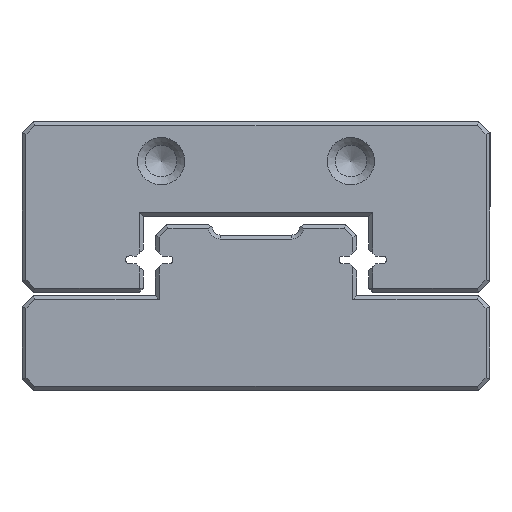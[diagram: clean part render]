
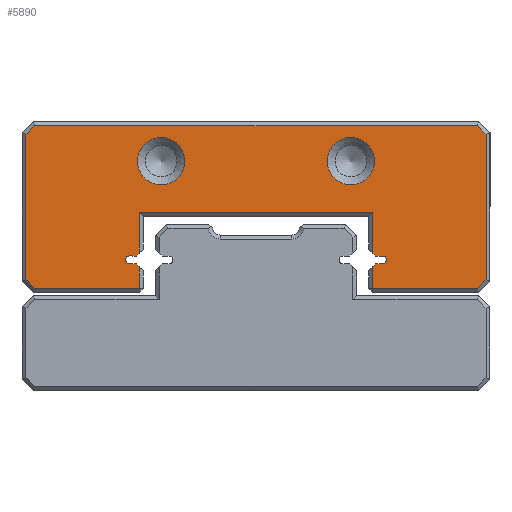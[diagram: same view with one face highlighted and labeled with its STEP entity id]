
A CAD part, left-side view. The second image highlights one B-rep face of the part: STEP entity #5890.
In plain terms, the highlighted planar face has unit normal (-1, 0, 0).
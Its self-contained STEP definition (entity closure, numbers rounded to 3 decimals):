
#5047=FACE_BOUND('',#8949,.T.);
#5048=FACE_BOUND('',#8950,.T.);
#5049=FACE_BOUND('',#8951,.T.);
#5493=CIRCLE('',#24225,0.25);
#5508=CIRCLE('',#24248,0.25);
#5512=CIRCLE('',#24258,1.5);
#5513=CIRCLE('',#24259,1.5);
#5890=ADVANCED_FACE('',(#5047,#5048,#5049),#6966,.T.);
#6966=PLANE('',#24260);
#8949=EDGE_LOOP('',(#11600,#11601,#11602,#11603,#11604,#11605,#11606,#11607,
#11608,#11609,#11610,#11611,#11612,#11613,#11614,#11615,#11616,#11617,#11618,
#11619,#11620,#11621,#11622,#11623));
#8950=EDGE_LOOP('',(#11624));
#8951=EDGE_LOOP('',(#11625));
#11600=ORIENTED_EDGE('',*,*,#18178,.F.);
#11601=ORIENTED_EDGE('',*,*,#18217,.T.);
#11602=ORIENTED_EDGE('',*,*,#18218,.T.);
#11603=ORIENTED_EDGE('',*,*,#18219,.T.);
#11604=ORIENTED_EDGE('',*,*,#18151,.F.);
#11605=ORIENTED_EDGE('',*,*,#18145,.F.);
#11606=ORIENTED_EDGE('',*,*,#18142,.F.);
#11607=ORIENTED_EDGE('',*,*,#18139,.F.);
#11608=ORIENTED_EDGE('',*,*,#18137,.F.);
#11609=ORIENTED_EDGE('',*,*,#18220,.T.);
#11610=ORIENTED_EDGE('',*,*,#18221,.T.);
#11611=ORIENTED_EDGE('',*,*,#18222,.T.);
#11612=ORIENTED_EDGE('',*,*,#18223,.T.);
#11613=ORIENTED_EDGE('',*,*,#18224,.T.);
#11614=ORIENTED_EDGE('',*,*,#18225,.T.);
#11615=ORIENTED_EDGE('',*,*,#18226,.T.);
#11616=ORIENTED_EDGE('',*,*,#18227,.T.);
#11617=ORIENTED_EDGE('',*,*,#18228,.T.);
#11618=ORIENTED_EDGE('',*,*,#18229,.T.);
#11619=ORIENTED_EDGE('',*,*,#18230,.T.);
#11620=ORIENTED_EDGE('',*,*,#18192,.F.);
#11621=ORIENTED_EDGE('',*,*,#18186,.F.);
#11622=ORIENTED_EDGE('',*,*,#18183,.F.);
#11623=ORIENTED_EDGE('',*,*,#18180,.F.);
#11624=ORIENTED_EDGE('',*,*,#18231,.T.);
#11625=ORIENTED_EDGE('',*,*,#18232,.T.);
#16153=VERTEX_POINT('',#32203);
#16154=VERTEX_POINT('',#32205);
#16155=VERTEX_POINT('',#32209);
#16157=VERTEX_POINT('',#32215);
#16159=VERTEX_POINT('',#32221);
#16164=VERTEX_POINT('',#32233);
#16186=VERTEX_POINT('',#32285);
#16187=VERTEX_POINT('',#32287);
#16188=VERTEX_POINT('',#32291);
#16190=VERTEX_POINT('',#32297);
#16192=VERTEX_POINT('',#32303);
#16197=VERTEX_POINT('',#32315);
#16218=VERTEX_POINT('',#32365);
#16219=VERTEX_POINT('',#32367);
#16220=VERTEX_POINT('',#32370);
#16221=VERTEX_POINT('',#32372);
#16222=VERTEX_POINT('',#32374);
#16223=VERTEX_POINT('',#32376);
#16224=VERTEX_POINT('',#32378);
#16225=VERTEX_POINT('',#32380);
#16226=VERTEX_POINT('',#32382);
#16227=VERTEX_POINT('',#32384);
#16228=VERTEX_POINT('',#32386);
#16229=VERTEX_POINT('',#32388);
#16230=VERTEX_POINT('',#32391);
#16231=VERTEX_POINT('',#32393);
#18137=EDGE_CURVE('',#16153,#16154,#20483,.T.);
#18139=EDGE_CURVE('',#16154,#16155,#20485,.T.);
#18142=EDGE_CURVE('',#16155,#16157,#5493,.T.);
#18145=EDGE_CURVE('',#16157,#16159,#20489,.T.);
#18151=EDGE_CURVE('',#16159,#16164,#20495,.T.);
#18178=EDGE_CURVE('',#16186,#16187,#20509,.T.);
#18180=EDGE_CURVE('',#16187,#16188,#20511,.T.);
#18183=EDGE_CURVE('',#16188,#16190,#5508,.T.);
#18186=EDGE_CURVE('',#16190,#16192,#20515,.T.);
#18192=EDGE_CURVE('',#16192,#16197,#20521,.T.);
#18217=EDGE_CURVE('',#16186,#16218,#20544,.T.);
#18218=EDGE_CURVE('',#16218,#16219,#20545,.T.);
#18219=EDGE_CURVE('',#16219,#16164,#20546,.T.);
#18220=EDGE_CURVE('',#16153,#16220,#20547,.T.);
#18221=EDGE_CURVE('',#16220,#16221,#20548,.T.);
#18222=EDGE_CURVE('',#16221,#16222,#20549,.T.);
#18223=EDGE_CURVE('',#16222,#16223,#20550,.T.);
#18224=EDGE_CURVE('',#16223,#16224,#20551,.T.);
#18225=EDGE_CURVE('',#16224,#16225,#20552,.T.);
#18226=EDGE_CURVE('',#16225,#16226,#20553,.T.);
#18227=EDGE_CURVE('',#16226,#16227,#20554,.T.);
#18228=EDGE_CURVE('',#16227,#16228,#20555,.T.);
#18229=EDGE_CURVE('',#16228,#16229,#20556,.T.);
#18230=EDGE_CURVE('',#16229,#16197,#20557,.T.);
#18231=EDGE_CURVE('',#16230,#16230,#5512,.T.);
#18232=EDGE_CURVE('',#16231,#16231,#5513,.T.);
#20483=LINE('',#32204,#22501);
#20485=LINE('',#32208,#22503);
#20489=LINE('',#32220,#22507);
#20495=LINE('',#32232,#22513);
#20509=LINE('',#32286,#22527);
#20511=LINE('',#32290,#22529);
#20515=LINE('',#32302,#22533);
#20521=LINE('',#32314,#22539);
#20544=LINE('',#32364,#22562);
#20545=LINE('',#32366,#22563);
#20546=LINE('',#32368,#22564);
#20547=LINE('',#32369,#22565);
#20548=LINE('',#32371,#22566);
#20549=LINE('',#32373,#22567);
#20550=LINE('',#32375,#22568);
#20551=LINE('',#32377,#22569);
#20552=LINE('',#32379,#22570);
#20553=LINE('',#32381,#22571);
#20554=LINE('',#32383,#22572);
#20555=LINE('',#32385,#22573);
#20556=LINE('',#32387,#22574);
#20557=LINE('',#32389,#22575);
#22501=VECTOR('',#26579,1.);
#22503=VECTOR('',#26583,1.);
#22507=VECTOR('',#26595,1.);
#22513=VECTOR('',#26603,1.);
#22527=VECTOR('',#26651,1.);
#22529=VECTOR('',#26655,1.);
#22533=VECTOR('',#26667,1.);
#22539=VECTOR('',#26675,1.);
#22562=VECTOR('',#26710,1.);
#22563=VECTOR('',#26711,1.);
#22564=VECTOR('',#26712,1.);
#22565=VECTOR('',#26713,1.);
#22566=VECTOR('',#26714,1.);
#22567=VECTOR('',#26715,1.);
#22568=VECTOR('',#26716,1.);
#22569=VECTOR('',#26717,1.);
#22570=VECTOR('',#26718,1.);
#22571=VECTOR('',#26719,1.);
#22572=VECTOR('',#26720,1.);
#22573=VECTOR('',#26721,1.);
#22574=VECTOR('',#26722,1.);
#22575=VECTOR('',#26723,1.);
#24225=AXIS2_PLACEMENT_3D('',#32214,#26588,#26589);
#24248=AXIS2_PLACEMENT_3D('',#32296,#26660,#26661);
#24258=AXIS2_PLACEMENT_3D('',#32390,#26724,#26725);
#24259=AXIS2_PLACEMENT_3D('',#32392,#26726,#26727);
#24260=AXIS2_PLACEMENT_3D('',#32394,#26728,#26729);
#26579=DIRECTION('',(0.,-0.707,0.707));
#26583=DIRECTION('',(0.,-1.,0.));
#26588=DIRECTION('',(-1.,0.,0.));
#26589=DIRECTION('',(0.,0.,-1.));
#26595=DIRECTION('',(0.,1.,0.));
#26603=DIRECTION('',(0.,0.707,0.707));
#26651=DIRECTION('',(0.,0.707,-0.707));
#26655=DIRECTION('',(0.,1.,0.));
#26660=DIRECTION('',(-1.,0.,0.));
#26661=DIRECTION('',(0.,0.,1.));
#26667=DIRECTION('',(0.,-1.,0.));
#26675=DIRECTION('',(0.,-0.707,-0.707));
#26710=DIRECTION('',(0.,0.,1.));
#26711=DIRECTION('',(0.,-1.,0.));
#26712=DIRECTION('',(0.,0.,-1.));
#26713=DIRECTION('',(0.,0.,-1.));
#26714=DIRECTION('',(0.,-1.,0.));
#26715=DIRECTION('',(0.,-0.707,0.707));
#26716=DIRECTION('',(0.,0.,1.));
#26717=DIRECTION('',(0.,0.707,0.707));
#26718=DIRECTION('',(0.,1.,0.));
#26719=DIRECTION('',(0.,0.707,-0.707));
#26720=DIRECTION('',(0.,0.,-1.));
#26721=DIRECTION('',(0.,-0.707,-0.707));
#26722=DIRECTION('',(0.,-1.,0.));
#26723=DIRECTION('',(0.,0.,1.));
#26724=DIRECTION('',(1.,0.,0.));
#26725=DIRECTION('',(0.,0.,-1.));
#26726=DIRECTION('',(1.,0.,0.));
#26727=DIRECTION('',(0.,0.,-1.));
#26728=DIRECTION('',(-1.,0.,0.));
#26729=DIRECTION('',(0.,0.,-1.));
#32203=CARTESIAN_POINT('',(80.,7.425,7.814));
#32204=CARTESIAN_POINT('',(80.,7.675,7.564));
#32205=CARTESIAN_POINT('',(80.,7.239,8.));
#32208=CARTESIAN_POINT('',(80.,7.239,8.));
#32209=CARTESIAN_POINT('',(80.,6.8,8.));
#32214=CARTESIAN_POINT('',(80.,6.8,8.25));
#32215=CARTESIAN_POINT('',(80.,6.8,8.5));
#32220=CARTESIAN_POINT('',(80.,6.8,8.5));
#32221=CARTESIAN_POINT('',(80.,7.239,8.5));
#32232=CARTESIAN_POINT('',(80.,7.239,8.5));
#32233=CARTESIAN_POINT('',(80.,7.425,8.686));
#32285=CARTESIAN_POINT('',(80.,22.175,8.686));
#32286=CARTESIAN_POINT('',(80.,21.925,8.936));
#32287=CARTESIAN_POINT('',(80.,22.361,8.5));
#32290=CARTESIAN_POINT('',(80.,22.361,8.5));
#32291=CARTESIAN_POINT('',(80.,22.8,8.5));
#32296=CARTESIAN_POINT('',(80.,22.8,8.25));
#32297=CARTESIAN_POINT('',(80.,22.8,8.));
#32302=CARTESIAN_POINT('',(80.,22.8,8.));
#32303=CARTESIAN_POINT('',(80.,22.361,8.));
#32314=CARTESIAN_POINT('',(80.,22.361,8.));
#32315=CARTESIAN_POINT('',(80.,22.175,7.814));
#32364=CARTESIAN_POINT('',(80.,22.175,11.));
#32365=CARTESIAN_POINT('',(80.,22.175,11.25));
#32366=CARTESIAN_POINT('',(80.,7.675,11.25));
#32367=CARTESIAN_POINT('',(80.,7.425,11.25));
#32368=CARTESIAN_POINT('',(80.,7.425,8.936));
#32369=CARTESIAN_POINT('',(80.,7.425,6.2));
#32370=CARTESIAN_POINT('',(80.,7.425,6.45));
#32371=CARTESIAN_POINT('',(80.,0.7,6.45));
#32372=CARTESIAN_POINT('',(80.,0.804,6.45));
#32373=CARTESIAN_POINT('',(80.,2.902,4.352));
#32374=CARTESIAN_POINT('',(80.,0.25,7.004));
#32375=CARTESIAN_POINT('',(80.,0.25,16.3));
#32376=CARTESIAN_POINT('',(80.,0.25,16.196));
#32377=CARTESIAN_POINT('',(80.,-0.448,15.498));
#32378=CARTESIAN_POINT('',(80.,0.804,16.75));
#32379=CARTESIAN_POINT('',(80.,28.9,16.75));
#32380=CARTESIAN_POINT('',(80.,28.796,16.75));
#32381=CARTESIAN_POINT('',(80.,22.048,23.498));
#32382=CARTESIAN_POINT('',(80.,29.35,16.196));
#32383=CARTESIAN_POINT('',(80.,29.35,6.9));
#32384=CARTESIAN_POINT('',(80.,29.35,7.004));
#32385=CARTESIAN_POINT('',(80.,18.698,-3.648));
#32386=CARTESIAN_POINT('',(80.,28.796,6.45));
#32387=CARTESIAN_POINT('',(80.,21.925,6.45));
#32388=CARTESIAN_POINT('',(80.,22.175,6.45));
#32389=CARTESIAN_POINT('',(80.,22.175,7.564));
#32390=CARTESIAN_POINT('',(80.,8.8,14.5));
#32391=CARTESIAN_POINT('',(80.,8.8,13.));
#32392=CARTESIAN_POINT('',(80.,20.8,14.5));
#32393=CARTESIAN_POINT('',(80.,20.8,13.));
#32394=CARTESIAN_POINT('',(80.,6.8,8.25));
